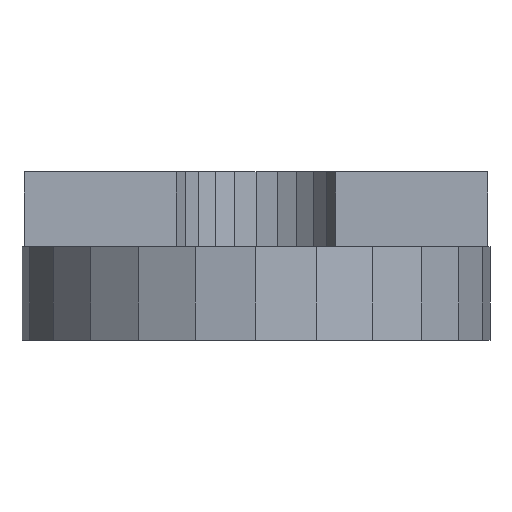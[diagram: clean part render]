
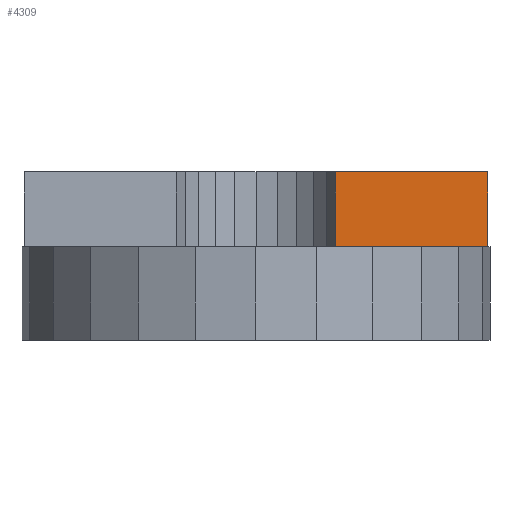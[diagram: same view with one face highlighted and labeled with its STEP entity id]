
A CAD part, left-side view. The second image highlights one B-rep face of the part: STEP entity #4309.
In plain terms, the highlighted planar face has unit normal (-1, 0, 0).
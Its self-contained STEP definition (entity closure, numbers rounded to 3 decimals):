
#115 = VERTEX_POINT('',#116);
#116 = CARTESIAN_POINT('',(-35.889,-286.429,2.));
#130 = PLANE('',#131);
#131 = AXIS2_PLACEMENT_3D('',#132,#133,#134);
#132 = CARTESIAN_POINT('',(-35.309,-286.352,1.983)
  );
#133 = DIRECTION('',(0.131,-0.991,0.)
  );
#134 = DIRECTION('',(-0.991,-0.131,0.)
  );
#156 = PLANE('',#157);
#157 = AXIS2_PLACEMENT_3D('',#158,#159,#160);
#158 = CARTESIAN_POINT('',(-38.071,-281.476,2.));
#159 = DIRECTION('',(0.,0.,1.));
#160 = DIRECTION('',(1.,0.,-0.));
#1753 = VERTEX_POINT('',#1754);
#1754 = CARTESIAN_POINT('',(-35.889,-283.179,2.));
#1789 = PLANE('',#1790);
#1790 = AXIS2_PLACEMENT_3D('',#1791,#1792,#1793);
#1791 = CARTESIAN_POINT('',(-35.829,-283.171,
    1.823));
#1792 = DIRECTION('',(-0.131,0.991,0.)
  );
#1793 = DIRECTION('',(0.991,0.131,0.)
  );
#1844 = PLANE('',#1845);
#1845 = AXIS2_PLACEMENT_3D('',#1846,#1847,#1848);
#1846 = CARTESIAN_POINT('',(-34.044,-281.476,
    3.6));
#1847 = DIRECTION('',(0.,0.,1.));
#1848 = DIRECTION('',(1.,0.,-0.));
#2145 = VERTEX_POINT('',#2146);
#2146 = CARTESIAN_POINT('',(-35.889,-286.429,
    3.6));
#2167 = EDGE_CURVE('',#2145,#115,#2168,.T.);
#2168 = SURFACE_CURVE('',#2169,(#2173,#2180),.PCURVE_S1.);
#2169 = LINE('',#2170,#2171);
#2170 = CARTESIAN_POINT('',(-35.889,-286.429,
    3.6));
#2171 = VECTOR('',#2172,1.);
#2172 = DIRECTION('',(0.,0.,-1.));
#2173 = PCURVE('',#130,#2174);
#2174 = DEFINITIONAL_REPRESENTATION('',(#2175),#2179);
#2175 = LINE('',#2176,#2177);
#2176 = CARTESIAN_POINT('',(0.584,-1.617));
#2177 = VECTOR('',#2178,1.);
#2178 = DIRECTION('',(0.,1.));
#2179 = ( GEOMETRIC_REPRESENTATION_CONTEXT(2) 
PARAMETRIC_REPRESENTATION_CONTEXT() REPRESENTATION_CONTEXT('2D SPACE',''
  ) );
#2180 = PCURVE('',#2181,#2186);
#2181 = PLANE('',#2182);
#2182 = AXIS2_PLACEMENT_3D('',#2183,#2184,#2185);
#2183 = CARTESIAN_POINT('',(-35.889,-284.804,
    2.8));
#2184 = DIRECTION('',(-1.,-0.,-0.));
#2185 = DIRECTION('',(0.,0.,-1.));
#2186 = DEFINITIONAL_REPRESENTATION('',(#2187),#2191);
#2187 = LINE('',#2188,#2189);
#2188 = CARTESIAN_POINT('',(-0.8,1.625));
#2189 = VECTOR('',#2190,1.);
#2190 = DIRECTION('',(1.,0.));
#2191 = ( GEOMETRIC_REPRESENTATION_CONTEXT(2) 
PARAMETRIC_REPRESENTATION_CONTEXT() REPRESENTATION_CONTEXT('2D SPACE',''
  ) );
#3263 = EDGE_CURVE('',#1753,#3264,#3266,.T.);
#3264 = VERTEX_POINT('',#3265);
#3265 = CARTESIAN_POINT('',(-35.889,-283.179,
    3.6));
#3266 = SURFACE_CURVE('',#3267,(#3271,#3278),.PCURVE_S1.);
#3267 = LINE('',#3268,#3269);
#3268 = CARTESIAN_POINT('',(-35.889,-283.179,2.));
#3269 = VECTOR('',#3270,1.);
#3270 = DIRECTION('',(0.,0.,1.));
#3271 = PCURVE('',#1789,#3272);
#3272 = DEFINITIONAL_REPRESENTATION('',(#3273),#3277);
#3273 = LINE('',#3274,#3275);
#3274 = CARTESIAN_POINT('',(-0.06,-0.177));
#3275 = VECTOR('',#3276,1.);
#3276 = DIRECTION('',(0.,-1.));
#3277 = ( GEOMETRIC_REPRESENTATION_CONTEXT(2) 
PARAMETRIC_REPRESENTATION_CONTEXT() REPRESENTATION_CONTEXT('2D SPACE',''
  ) );
#3278 = PCURVE('',#2181,#3279);
#3279 = DEFINITIONAL_REPRESENTATION('',(#3280),#3284);
#3280 = LINE('',#3281,#3282);
#3281 = CARTESIAN_POINT('',(0.8,-1.625));
#3282 = VECTOR('',#3283,1.);
#3283 = DIRECTION('',(-1.,0.));
#3284 = ( GEOMETRIC_REPRESENTATION_CONTEXT(2) 
PARAMETRIC_REPRESENTATION_CONTEXT() REPRESENTATION_CONTEXT('2D SPACE',''
  ) );
#4206 = EDGE_CURVE('',#115,#1753,#4207,.T.);
#4207 = SURFACE_CURVE('',#4208,(#4212,#4219),.PCURVE_S1.);
#4208 = LINE('',#4209,#4210);
#4209 = CARTESIAN_POINT('',(-35.889,-286.429,2.));
#4210 = VECTOR('',#4211,1.);
#4211 = DIRECTION('',(0.,1.,0.));
#4212 = PCURVE('',#156,#4213);
#4213 = DEFINITIONAL_REPRESENTATION('',(#4214),#4218);
#4214 = LINE('',#4215,#4216);
#4215 = CARTESIAN_POINT('',(2.182,-4.953));
#4216 = VECTOR('',#4217,1.);
#4217 = DIRECTION('',(0.,1.));
#4218 = ( GEOMETRIC_REPRESENTATION_CONTEXT(2) 
PARAMETRIC_REPRESENTATION_CONTEXT() REPRESENTATION_CONTEXT('2D SPACE',''
  ) );
#4219 = PCURVE('',#2181,#4220);
#4220 = DEFINITIONAL_REPRESENTATION('',(#4221),#4225);
#4221 = LINE('',#4222,#4223);
#4222 = CARTESIAN_POINT('',(0.8,1.625));
#4223 = VECTOR('',#4224,1.);
#4224 = DIRECTION('',(0.,-1.));
#4225 = ( GEOMETRIC_REPRESENTATION_CONTEXT(2) 
PARAMETRIC_REPRESENTATION_CONTEXT() REPRESENTATION_CONTEXT('2D SPACE',''
  ) );
#4284 = EDGE_CURVE('',#3264,#2145,#4285,.T.);
#4285 = SURFACE_CURVE('',#4286,(#4290,#4297),.PCURVE_S1.);
#4286 = LINE('',#4287,#4288);
#4287 = CARTESIAN_POINT('',(-35.889,-283.179,
    3.6));
#4288 = VECTOR('',#4289,1.);
#4289 = DIRECTION('',(0.,-1.,0.));
#4290 = PCURVE('',#1844,#4291);
#4291 = DEFINITIONAL_REPRESENTATION('',(#4292),#4296);
#4292 = LINE('',#4293,#4294);
#4293 = CARTESIAN_POINT('',(-1.844,-1.703));
#4294 = VECTOR('',#4295,1.);
#4295 = DIRECTION('',(0.,-1.));
#4296 = ( GEOMETRIC_REPRESENTATION_CONTEXT(2) 
PARAMETRIC_REPRESENTATION_CONTEXT() REPRESENTATION_CONTEXT('2D SPACE',''
  ) );
#4297 = PCURVE('',#2181,#4298);
#4298 = DEFINITIONAL_REPRESENTATION('',(#4299),#4303);
#4299 = LINE('',#4300,#4301);
#4300 = CARTESIAN_POINT('',(-0.8,-1.625));
#4301 = VECTOR('',#4302,1.);
#4302 = DIRECTION('',(0.,1.));
#4303 = ( GEOMETRIC_REPRESENTATION_CONTEXT(2) 
PARAMETRIC_REPRESENTATION_CONTEXT() REPRESENTATION_CONTEXT('2D SPACE',''
  ) );
#4309 = ADVANCED_FACE('',(#4310),#2181,.T.);
#4310 = FACE_BOUND('',#4311,.T.);
#4311 = EDGE_LOOP('',(#4312,#4313,#4314,#4315));
#4312 = ORIENTED_EDGE('',*,*,#3263,.F.);
#4313 = ORIENTED_EDGE('',*,*,#4206,.F.);
#4314 = ORIENTED_EDGE('',*,*,#2167,.F.);
#4315 = ORIENTED_EDGE('',*,*,#4284,.F.);
